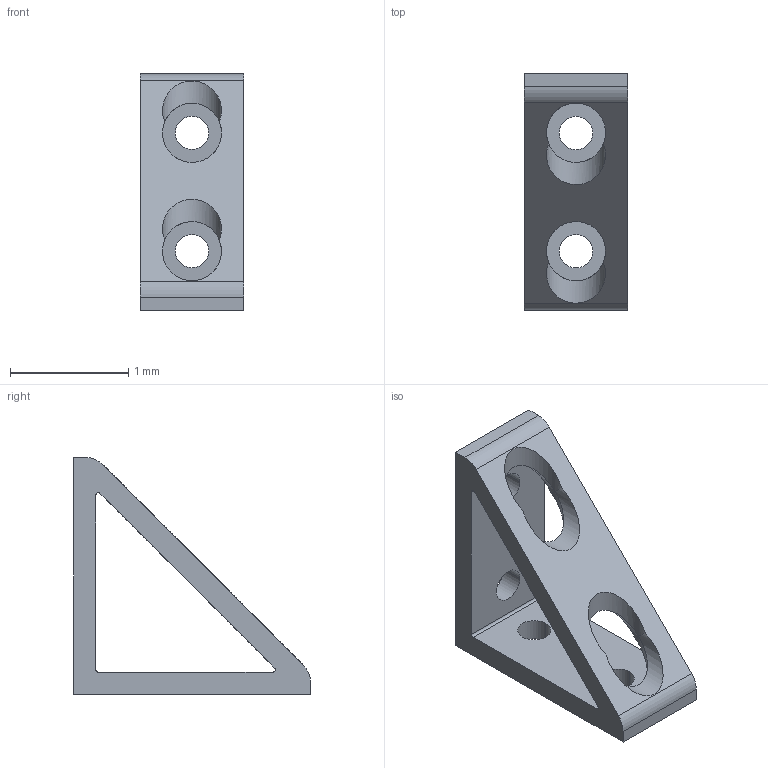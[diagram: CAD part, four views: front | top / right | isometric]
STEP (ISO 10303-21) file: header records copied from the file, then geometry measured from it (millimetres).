
FILE_DESCRIPTION((''),'2;1');
FILE_NAME('10CB4108.stp','2015-07-07T13:14:27',(''),(''),'Mechanical Desktop 2011','Mechanical Desktop 2011',', , ');
FILE_SCHEMA(('CONFIG_CONTROL_DESIGN'));
Length unit declared in the file: millimetre
Products named in the file (1): Product
Bounding box: 0.88 x 2 x 2 mm (x, y, z)
Volume: 0.8 mm3; surface area: 12.5 mm2
Topology: 1 solids, 1 shells, 33 faces, 95 edges, 62 vertices
Faces by surface type: cylinder 23, plane 10
Entity records: 1296 total; most frequent: CARTESIAN_POINT 265, DIRECTION 209, ORIENTED_EDGE 190, EDGE_CURVE 95, AXIS2_PLACEMENT_3D 84, VERTEX_POINT 62, EDGE_LOOP 45, VECTOR 41
